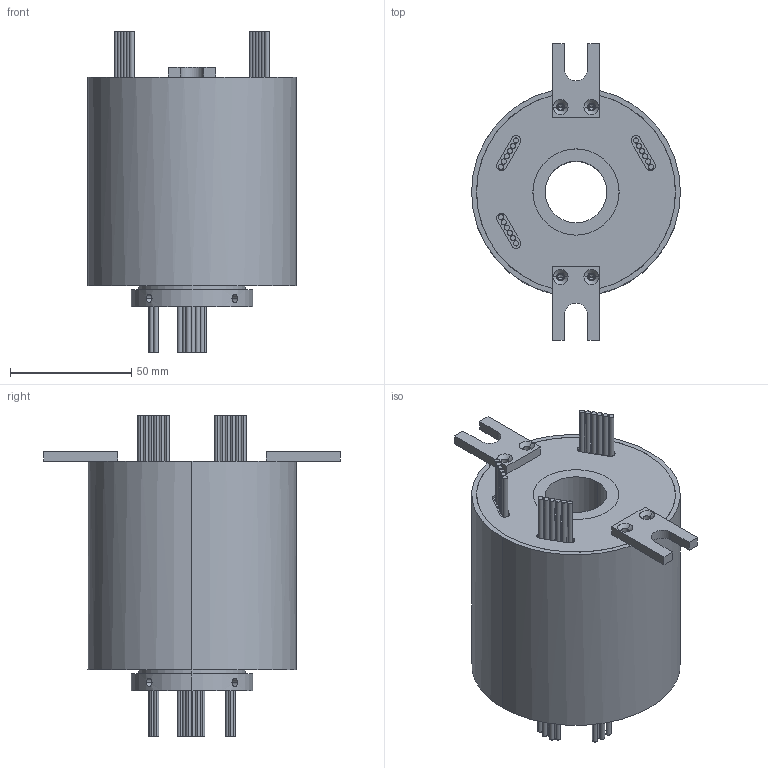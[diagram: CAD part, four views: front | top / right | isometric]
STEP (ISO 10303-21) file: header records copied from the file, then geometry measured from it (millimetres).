
FILE_DESCRIPTION (( 'STEP AP203' ), '1' );
FILE_NAME ('MT2586-P1810-VC.STEP', '2020-07-16T01:20:06', ( 'gongcheng1' ), ( '' ), 'SwSTEP 2.0', 'SolidWorks 2014', '' );
FILE_SCHEMA (( 'CONFIG_CONTROL_DESIGN' ));
Length unit declared in the file: millimetre
Products named in the file (1): MT2586-P1810-VC
Bounding box: 86 x 122 x 132.6 mm (x, y, z)
Volume: 472727 mm3; surface area: 57692.1 mm2
Topology: 1 solids, 1 shells, 255 faces, 605 edges, 390 vertices
Faces by surface type: cylinder 151, plane 88, cone 16
Entity records: 8134 total; most frequent: CARTESIAN_POINT 1931, DIRECTION 1375, ORIENTED_EDGE 1194, EDGE_CURVE 597, AXIS2_PLACEMENT_3D 562, VERTEX_POINT 390, EDGE_LOOP 323, CIRCLE 306
